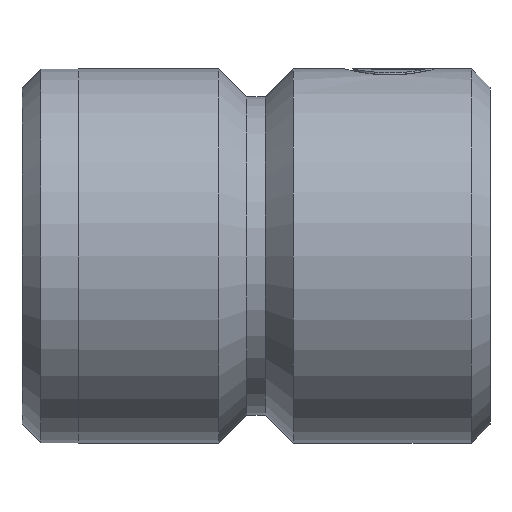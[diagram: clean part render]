
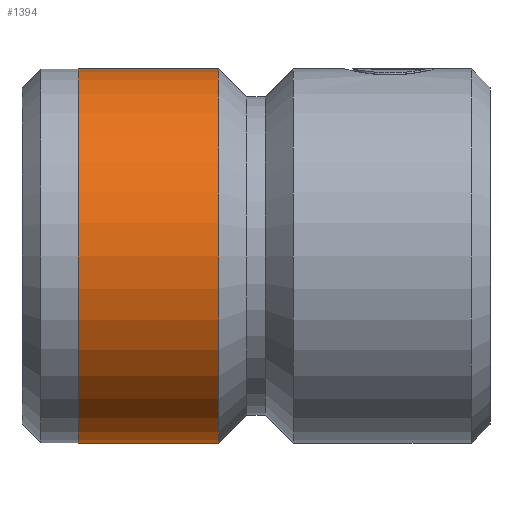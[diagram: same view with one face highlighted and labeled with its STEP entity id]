
A CAD part, left-side view. The second image highlights one B-rep face of the part: STEP entity #1394.
In plain terms, the highlighted cylindrical face has radius 10 mm (diameter 20 mm), a partial arc.
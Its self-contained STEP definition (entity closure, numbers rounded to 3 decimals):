
#4 = VECTOR ( 'NONE', #249, 1000. ) ;
#9 = CARTESIAN_POINT ( 'NONE',  ( 0., 22., 10. ) ) ;
#24 = EDGE_LOOP ( 'NONE', ( #1328, #199, #27, #1518 ) ) ;
#27 = ORIENTED_EDGE ( 'NONE', *, *, #992, .T. ) ;
#77 = DIRECTION ( 'NONE',  ( 0., -1., 0. ) ) ;
#119 = DIRECTION ( 'NONE',  ( 0., -1., 0. ) ) ;
#145 = CARTESIAN_POINT ( 'NONE',  ( 0., 22., -10. ) ) ;
#199 = ORIENTED_EDGE ( 'NONE', *, *, #1176, .T. ) ;
#220 = AXIS2_PLACEMENT_3D ( 'NONE', #565, #77, #1152 ) ;
#249 = DIRECTION ( 'NONE',  ( 0., -1., 0. ) ) ;
#256 = CARTESIAN_POINT ( 'NONE',  ( 0., 14.5, -10. ) ) ;
#544 = CARTESIAN_POINT ( 'NONE',  ( 0., 14.5, 0. ) ) ;
#565 = CARTESIAN_POINT ( 'NONE',  ( 0., 0., 0. ) ) ;
#578 = FACE_OUTER_BOUND ( 'NONE', #24, .T. ) ;
#607 = CIRCLE ( 'NONE', #1196, 10. ) ;
#638 = CARTESIAN_POINT ( 'NONE',  ( 0., 0., 10. ) ) ;
#639 = VERTEX_POINT ( 'NONE', #145 ) ;
#671 = DIRECTION ( 'NONE',  ( 0., 0., -1. ) ) ;
#690 = VERTEX_POINT ( 'NONE', #9 ) ;
#705 = AXIS2_PLACEMENT_3D ( 'NONE', #845, #119, #953 ) ;
#725 = CARTESIAN_POINT ( 'NONE',  ( 0., 0., -10. ) ) ;
#754 = DIRECTION ( 'NONE',  ( 0., -1., 0. ) ) ;
#784 = EDGE_CURVE ( 'NONE', #690, #1304, #1189, .T. ) ;
#818 = CYLINDRICAL_SURFACE ( 'NONE', #220, 10. ) ;
#845 = CARTESIAN_POINT ( 'NONE',  ( 0., 22., 0. ) ) ;
#871 = VECTOR ( 'NONE', #754, 1000. ) ;
#953 = DIRECTION ( 'NONE',  ( 0., 0., -1. ) ) ;
#992 = EDGE_CURVE ( 'NONE', #639, #1025, #1286, .T. ) ;
#1025 = VERTEX_POINT ( 'NONE', #256 ) ;
#1152 = DIRECTION ( 'NONE',  ( 0., 0., -1. ) ) ;
#1176 = EDGE_CURVE ( 'NONE', #690, #639, #1345, .T. ) ;
#1189 = LINE ( 'NONE', #638, #871 ) ;
#1196 = AXIS2_PLACEMENT_3D ( 'NONE', #544, #1369, #671 ) ;
#1247 = CARTESIAN_POINT ( 'NONE',  ( 0., 14.5, 10. ) ) ;
#1286 = LINE ( 'NONE', #725, #4 ) ;
#1304 = VERTEX_POINT ( 'NONE', #1247 ) ;
#1314 = EDGE_CURVE ( 'NONE', #1304, #1025, #607, .T. ) ;
#1328 = ORIENTED_EDGE ( 'NONE', *, *, #784, .F. ) ;
#1345 = CIRCLE ( 'NONE', #705, 10. ) ;
#1369 = DIRECTION ( 'NONE',  ( 0., -1., 0. ) ) ;
#1394 = ADVANCED_FACE ( 'NONE', ( #578 ), #818, .T. ) ;
#1518 = ORIENTED_EDGE ( 'NONE', *, *, #1314, .F. ) ;
